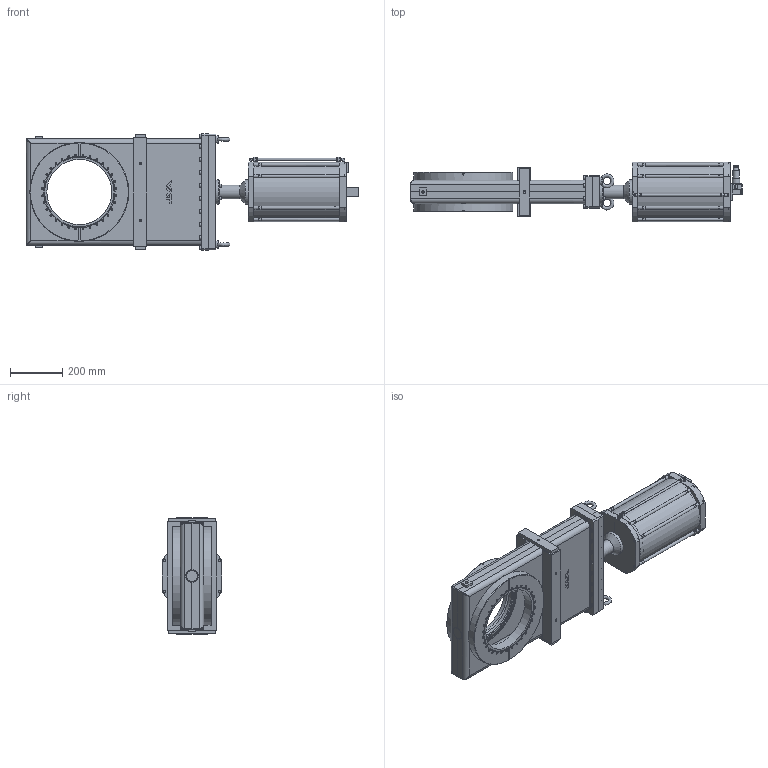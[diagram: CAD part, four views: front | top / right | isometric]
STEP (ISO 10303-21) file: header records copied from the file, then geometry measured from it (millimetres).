
FILE_DESCRIPTION(/* description */ (''),/* implementation_level */ '2;1');
FILE_NAME(/* name */ '1054146124_203.stp',/* time_stamp */ '2019-02-27T06:43:32+01:00',/* author */ (''),/* organization */ (''),/* preprocessor_version */ 'ST-DEVELOPER v16',/* originating_system */ 'SIEMENS PLM Software NX 11.0',/* authorisation */ '');
FILE_SCHEMA (('AP203_CONFIGURATION_CONTROLLED_3D_DESIGN_OF_MECHANICAL_PARTS_AND_ASSEMBLIES_MIM_LF { 1 0 10303 403 2 1 2}'));
Length unit declared in the file: millimetre
Products named in the file (33): 340783; 204411; 233566.1; 52502-01.1; 204403_1.10; 204414.6; 204412_1.4; 204485.6; 204522.4; 85362-01.3; 235291.2; 204528.3; N-6005-501.1; 204526.2; N-7612-036.1; 230428.8; 81428-01; 72236-01; N-6162-404; N-8504-002; 69672-01; n-6013-463; N-6203-015; N-6024-531; N-6016-503; 72238-01; N-5019-819.1; 228777; 247111.3; N-6033-007.1; 204425.17_NX-ARRAGMNTArrangement 1; 204448.15_NX-ARRAGMNTArangement 1; 225120
Assembly tree (80 placements, depth 4):
  225120
    N-6033-007.1  x2
    204448.15_NX-ARRAGMNTArangement 1
      204485.6
      204412_1.4
      204425.17_NX-ARRAGMNTArrangement 1
        204414.6  x2
        204403_1.10  x2
        52502-01.1  x2
        233566.1  x2
        204411
        340783
    247111.3
    228777  x4
    N-5019-819.1  x20
    72238-01
    N-6016-503  x2
    N-6024-531  x4
    N-6203-015
    n-6013-463  x2
    69672-01
    N-8504-002
    N-6162-404  x2
    72236-01
    81428-01
    230428.8
    N-7612-036.1  x2
    204526.2  x8
    N-6005-501.1  x8
    204528.3
    235291.2
    85362-01.3
    204522.4
Bounding box: 1276 x 230 x 446 mm (x, y, z)
Volume: 16153068.2 mm3; surface area: 3115031.7 mm2
Topology: 146 solids, 146 shells, 2474 faces, 5757 edges, 3761 vertices
Faces by surface type: plane 1394, cylinder 650, cone 282, extrusion 84, bspline 28, torus 28, sphere 8
Full cylindrical faces by diameter (mm): 1.4 x2, 1.66 x7, 1.95 x4, 2.25 x4, 2.7 x4, 3 x4, 3.26 x2, 3.3 x4, 3.4 x4, 4 x3, 4.2 x2, 4.3 x1, 4.4 x2, 4.8 x2, 5 x6, 5.006 x2, 5.25 x5, 5.4 x2, 5.6 x2, 6 x13, 6.647 x8, 6.66 x32, 6.7 x32, 6.8 x96, 7.7 x8, 8 x79, 8.4 x12, 8.5 x12, 8.55 x1, 8.566 x4
Entity records: 56838 total; most frequent: CARTESIAN_POINT 15037, DIRECTION 6629, ORIENTED_EDGE 6244, EDGE_CURVE 3122, AXIS2_PLACEMENT_3D 2558, VERTEX_POINT 2408, EDGE_LOOP 2384, FACE_BOUND 1600
